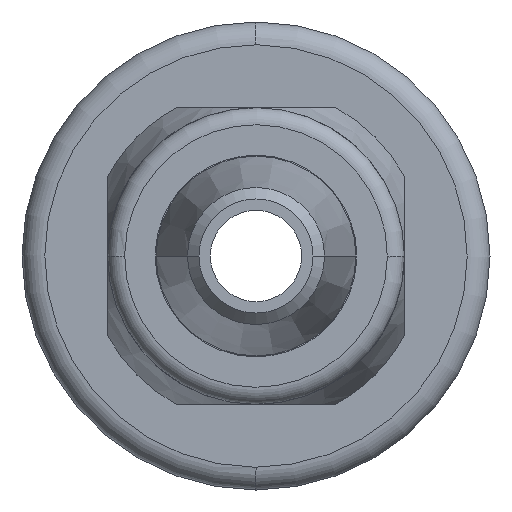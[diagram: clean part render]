
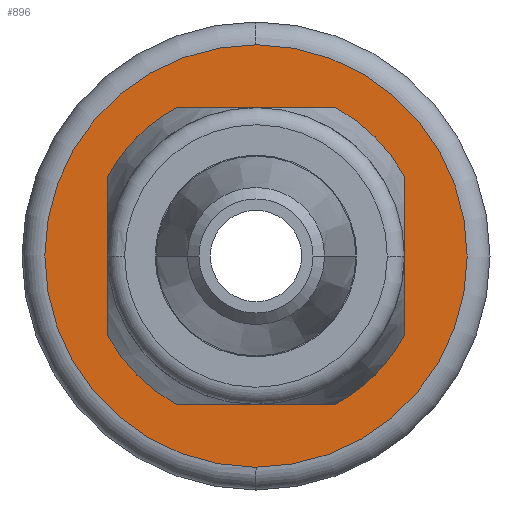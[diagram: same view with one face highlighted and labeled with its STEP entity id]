
A CAD part, left-side view. The second image highlights one B-rep face of the part: STEP entity #896.
In plain terms, the highlighted planar face has unit normal (-1, 0, 0).
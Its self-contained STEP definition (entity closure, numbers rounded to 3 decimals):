
#1=CARTESIAN_POINT('',(0.,0.,0.));
#2=DIRECTION('',(1.,0.,0.));
#3=DIRECTION('',(0.,-0.01,1.));
#4=AXIS2_PLACEMENT_3D('',#1,#2,#3);
#6=CARTESIAN_POINT('',(0.,0.,0.));
#7=DIRECTION('',(1.,0.,0.));
#8=DIRECTION('',(0.,0.01,-1.));
#9=AXIS2_PLACEMENT_3D('',#6,#7,#8);
#11=CARTESIAN_POINT('',(0.,0.,0.));
#12=DIRECTION('',(-1.,0.,0.));
#13=DIRECTION('',(0.,0.,1.));
#14=AXIS2_PLACEMENT_3D('',#11,#12,#13);
#16=CARTESIAN_POINT('',(0.,0.,0.));
#17=DIRECTION('',(-1.,0.,0.));
#18=DIRECTION('',(0.,0.,-1.));
#19=AXIS2_PLACEMENT_3D('',#16,#17,#18);
#21=CARTESIAN_POINT('',(0.,0.,0.));
#22=DIRECTION('',(-1.,0.,0.));
#23=DIRECTION('',(0.,-0.01,1.));
#24=AXIS2_PLACEMENT_3D('',#21,#22,#23);
#36=CARTESIAN_POINT('',(0.,0.,0.));
#37=DIRECTION('',(-1.,0.,0.));
#38=DIRECTION('',(0.,0.01,-1.));
#39=AXIS2_PLACEMENT_3D('',#36,#37,#38);
#711=CARTESIAN_POINT('',(0.,0.,2.6));
#712=VERTEX_POINT('',#711);
#713=CARTESIAN_POINT('',(0.,0.,-2.6));
#714=VERTEX_POINT('',#713);
#843=CARTESIAN_POINT('',(0.,0.037,-3.7));
#844=CARTESIAN_POINT('',(0.,0.001,3.7));
#845=VERTEX_POINT('',#843);
#846=VERTEX_POINT('',#844);
#847=CARTESIAN_POINT('',(0.,-0.001,-3.7));
#848=VERTEX_POINT('',#847);
#849=CARTESIAN_POINT('',(0.,-0.037,3.7));
#850=VERTEX_POINT('',#849);
#875=CARTESIAN_POINT('',(0.,0.,0.));
#876=DIRECTION('',(-1.,0.,0.));
#877=DIRECTION('',(0.,0.,-1.));
#878=AXIS2_PLACEMENT_3D('',#875,#876,#877);
#879=PLANE('',#878);
#881=ORIENTED_EDGE('',*,*,#880,.F.);
#883=ORIENTED_EDGE('',*,*,#882,.T.);
#885=ORIENTED_EDGE('',*,*,#884,.F.);
#887=ORIENTED_EDGE('',*,*,#886,.T.);
#888=EDGE_LOOP('',(#881,#883,#885,#887));
#889=FACE_OUTER_BOUND('',#888,.F.);
#891=ORIENTED_EDGE('',*,*,#890,.T.);
#893=ORIENTED_EDGE('',*,*,#892,.T.);
#894=EDGE_LOOP('',(#891,#893));
#895=FACE_BOUND('',#894,.F.);
#896=ADVANCED_FACE('',(#889,#895),#879,.T.);
#5=CIRCLE('',#4,3.7);
#10=CIRCLE('',#9,3.7);
#15=CIRCLE('',#14,2.6);
#20=CIRCLE('',#19,2.6);
#25=CIRCLE('',#24,3.7);
#40=CIRCLE('',#39,3.7);
#880=EDGE_CURVE('',#850,#846,#25,.T.);
#882=EDGE_CURVE('',#850,#848,#5,.T.);
#884=EDGE_CURVE('',#845,#848,#40,.T.);
#886=EDGE_CURVE('',#845,#846,#10,.T.);
#890=EDGE_CURVE('',#712,#714,#15,.T.);
#892=EDGE_CURVE('',#714,#712,#20,.T.);
